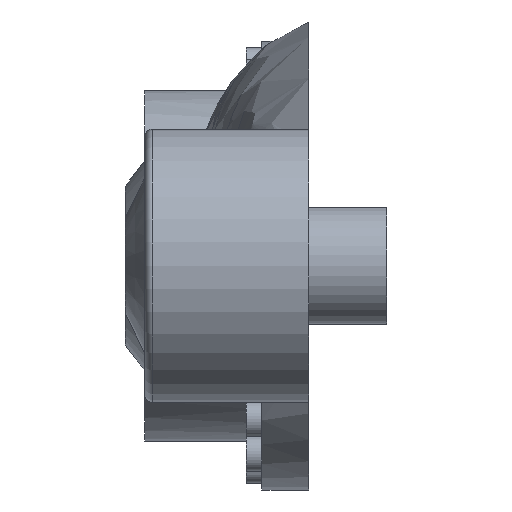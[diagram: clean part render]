
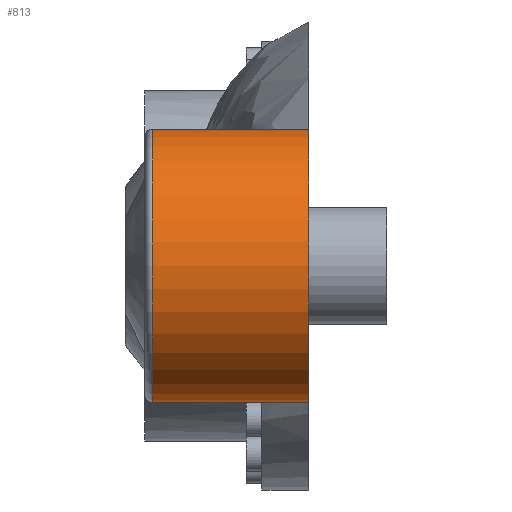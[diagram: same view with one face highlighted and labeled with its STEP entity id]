
A CAD part, left-side view. The second image highlights one B-rep face of the part: STEP entity #813.
In plain terms, the highlighted cylindrical face has radius 35 mm (diameter 70 mm), a partial arc.
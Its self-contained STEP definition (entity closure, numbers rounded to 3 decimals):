
#29 = DIRECTION ( 'NONE',  ( 0., 0., -1. ) ) ;
#68 = ORIENTED_EDGE ( 'NONE', *, *, #1086, .F. ) ;
#95 = CARTESIAN_POINT ( 'NONE',  ( -350., 40., 0. ) ) ;
#245 = AXIS2_PLACEMENT_3D ( 'NONE', #825, #573, #29 ) ;
#267 = DIRECTION ( 'NONE',  ( 0., 0., -1. ) ) ;
#277 = EDGE_CURVE ( 'NONE', #1219, #600, #3226, .T. ) ;
#283 = ORIENTED_EDGE ( 'NONE', *, *, #2132, .T. ) ;
#487 = EDGE_CURVE ( 'NONE', #3156, #600, #3198, .T. ) ;
#556 = VECTOR ( 'NONE', #1161, 1000. ) ;
#573 = DIRECTION ( 'NONE',  ( 0., -1., 0. ) ) ;
#600 = VERTEX_POINT ( 'NONE', #609 ) ;
#609 = CARTESIAN_POINT ( 'NONE',  ( -350., 0., -35. ) ) ;
#772 = AXIS2_PLACEMENT_3D ( 'NONE', #95, #2564, #1042 ) ;
#813 = ADVANCED_FACE ( 'NONE', ( #1604 ), #1536, .T. ) ;
#825 = CARTESIAN_POINT ( 'NONE',  ( -350., 42., 0. ) ) ;
#901 = CARTESIAN_POINT ( 'NONE',  ( -350., 40., 35. ) ) ;
#1042 = DIRECTION ( 'NONE',  ( 0., 0., -1. ) ) ;
#1086 = EDGE_CURVE ( 'NONE', #1806, #1219, #1761, .T. ) ;
#1161 = DIRECTION ( 'NONE',  ( 0., -1., 0. ) ) ;
#1219 = VERTEX_POINT ( 'NONE', #3139 ) ;
#1403 = ORIENTED_EDGE ( 'NONE', *, *, #487, .T. ) ;
#1514 = DIRECTION ( 'NONE',  ( 0., -1., 0. ) ) ;
#1536 = CYLINDRICAL_SURFACE ( 'NONE', #245, 35. ) ;
#1604 = FACE_OUTER_BOUND ( 'NONE', #2883, .T. ) ;
#1688 = CARTESIAN_POINT ( 'NONE',  ( -350., 42., -35. ) ) ;
#1761 = LINE ( 'NONE', #1988, #2782 ) ;
#1769 = CARTESIAN_POINT ( 'NONE',  ( -350., 0., 0. ) ) ;
#1806 = VERTEX_POINT ( 'NONE', #901 ) ;
#1988 = CARTESIAN_POINT ( 'NONE',  ( -350., 42., 35. ) ) ;
#2033 = CIRCLE ( 'NONE', #772, 35. ) ;
#2068 = CARTESIAN_POINT ( 'NONE',  ( -350., 40., -35. ) ) ;
#2132 = EDGE_CURVE ( 'NONE', #1806, #3156, #2033, .T. ) ;
#2462 = DIRECTION ( 'NONE',  ( 0., -1., 0. ) ) ;
#2564 = DIRECTION ( 'NONE',  ( 0., -1., 0. ) ) ;
#2577 = AXIS2_PLACEMENT_3D ( 'NONE', #1769, #2462, #267 ) ;
#2731 = ORIENTED_EDGE ( 'NONE', *, *, #277, .F. ) ;
#2782 = VECTOR ( 'NONE', #1514, 1000. ) ;
#2883 = EDGE_LOOP ( 'NONE', ( #68, #283, #1403, #2731 ) ) ;
#3139 = CARTESIAN_POINT ( 'NONE',  ( -350., 0., 35. ) ) ;
#3156 = VERTEX_POINT ( 'NONE', #2068 ) ;
#3198 = LINE ( 'NONE', #1688, #556 ) ;
#3226 = CIRCLE ( 'NONE', #2577, 35. ) ;
